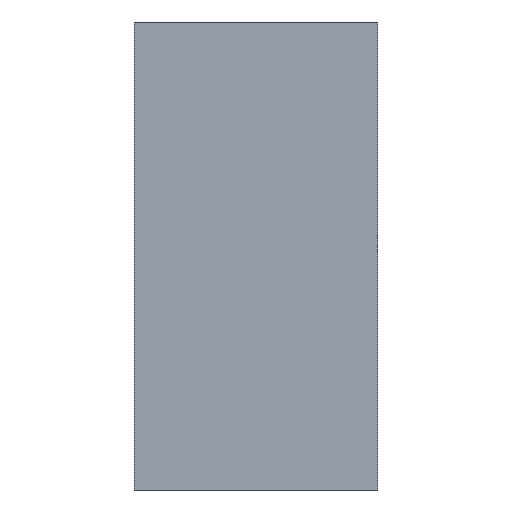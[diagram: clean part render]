
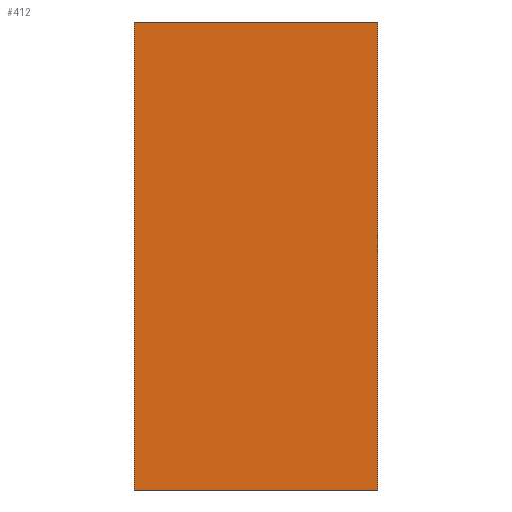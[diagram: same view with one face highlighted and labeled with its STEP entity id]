
A CAD part, front view. The second image highlights one B-rep face of the part: STEP entity #412.
In plain terms, the highlighted planar face has unit normal (0, -1, 0).
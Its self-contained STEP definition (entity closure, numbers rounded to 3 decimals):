
#15 = CARTESIAN_POINT ( 'NONE',  ( -3.3, 0., 6.35 ) ) ;
#19 = CARTESIAN_POINT ( 'NONE',  ( 3.3, 0., 6.35 ) ) ;
#42 = VERTEX_POINT ( 'NONE', #371 ) ;
#44 = VECTOR ( 'NONE', #426, 1000. ) ;
#46 = VERTEX_POINT ( 'NONE', #15 ) ;
#63 = LINE ( 'NONE', #223, #380 ) ;
#78 = VERTEX_POINT ( 'NONE', #253 ) ;
#82 = ORIENTED_EDGE ( 'NONE', *, *, #366, .F. ) ;
#113 = DIRECTION ( 'NONE',  ( 0., 0., -1. ) ) ;
#119 = EDGE_CURVE ( 'NONE', #173, #42, #225, .T. ) ;
#132 = CARTESIAN_POINT ( 'NONE',  ( -3.3, 0., 6.35 ) ) ;
#140 = ORIENTED_EDGE ( 'NONE', *, *, #119, .F. ) ;
#145 = ORIENTED_EDGE ( 'NONE', *, *, #274, .F. ) ;
#153 = LINE ( 'NONE', #385, #309 ) ;
#164 = EDGE_CURVE ( 'NONE', #42, #78, #153, .T. ) ;
#170 = AXIS2_PLACEMENT_3D ( 'NONE', #226, #358, #113 ) ;
#173 = VERTEX_POINT ( 'NONE', #247 ) ;
#214 = LINE ( 'NONE', #132, #360 ) ;
#218 = DIRECTION ( 'NONE',  ( 0., 0., 1. ) ) ;
#223 = CARTESIAN_POINT ( 'NONE',  ( -3.3, 0., 6.35 ) ) ;
#225 = LINE ( 'NONE', #19, #44 ) ;
#226 = CARTESIAN_POINT ( 'NONE',  ( 0., 0., 0. ) ) ;
#247 = CARTESIAN_POINT ( 'NONE',  ( 3.3, 0., 6.35 ) ) ;
#253 = CARTESIAN_POINT ( 'NONE',  ( -3.3, 0., -6.35 ) ) ;
#274 = EDGE_CURVE ( 'NONE', #46, #173, #214, .T. ) ;
#275 = DIRECTION ( 'NONE',  ( 1., 0., 0. ) ) ;
#287 = ORIENTED_EDGE ( 'NONE', *, *, #164, .F. ) ;
#288 = DIRECTION ( 'NONE',  ( -1., 0., 0. ) ) ;
#309 = VECTOR ( 'NONE', #288, 1000. ) ;
#350 = EDGE_LOOP ( 'NONE', ( #140, #145, #82, #287 ) ) ;
#358 = DIRECTION ( 'NONE',  ( 0., -1., 0. ) ) ;
#360 = VECTOR ( 'NONE', #275, 1000. ) ;
#366 = EDGE_CURVE ( 'NONE', #78, #46, #63, .T. ) ;
#371 = CARTESIAN_POINT ( 'NONE',  ( 3.3, 0., -6.35 ) ) ;
#380 = VECTOR ( 'NONE', #218, 1000. ) ;
#385 = CARTESIAN_POINT ( 'NONE',  ( -3.3, 0., -6.35 ) ) ;
#404 = FACE_OUTER_BOUND ( 'NONE', #350, .T. ) ;
#412 = ADVANCED_FACE ( 'NONE', ( #404 ), #422, .T. ) ;
#422 = PLANE ( 'NONE',  #170 ) ;
#426 = DIRECTION ( 'NONE',  ( 0., 0., -1. ) ) ;
